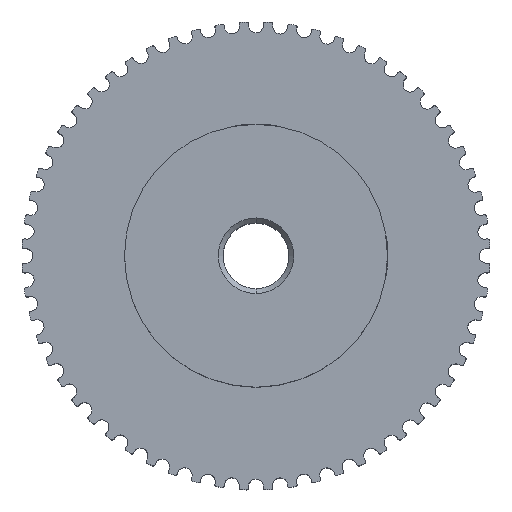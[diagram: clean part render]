
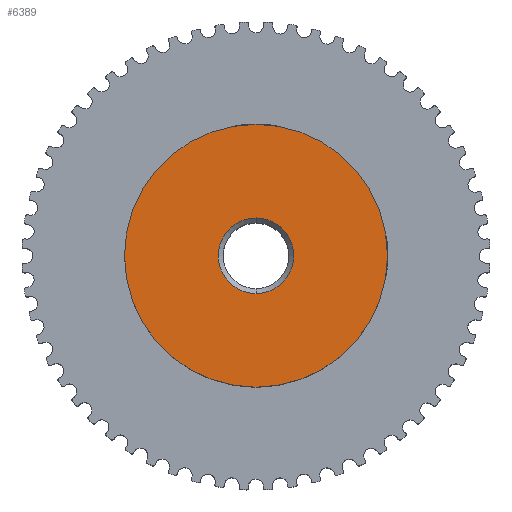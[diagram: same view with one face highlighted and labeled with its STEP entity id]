
A CAD part, top view. The second image highlights one B-rep face of the part: STEP entity #6389.
In plain terms, the highlighted planar face has unit normal (0, 0, 1).
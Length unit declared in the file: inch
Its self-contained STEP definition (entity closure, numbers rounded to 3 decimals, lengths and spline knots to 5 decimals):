
#14=CARTESIAN_POINT('',(0.,0.,0.375));
#15=DIRECTION('',(0.,0.,1.));
#16=DIRECTION('',(0.,1.,0.));
#17=AXIS2_PLACEMENT_3D('',#14,#15,#16);
#19=CARTESIAN_POINT('',(0.,0.,0.375));
#20=DIRECTION('',(0.,0.,-1.));
#21=DIRECTION('',(0.,1.,0.));
#22=AXIS2_PLACEMENT_3D('',#19,#20,#21);
#33=CARTESIAN_POINT('',(0.,0.,0.375));
#34=DIRECTION('',(0.,0.,-1.));
#35=DIRECTION('',(0.,1.,0.));
#36=AXIS2_PLACEMENT_3D('',#33,#34,#35);
#2938=CARTESIAN_POINT('',(0.,0.,0.375));
#2939=DIRECTION('',(0.,0.,1.));
#2940=DIRECTION('',(0.,1.,0.));
#2941=AXIS2_PLACEMENT_3D('',#2938,#2939,#2940);
#5036=CARTESIAN_POINT('',(0.,0.625,0.375));
#5037=CARTESIAN_POINT('',(0.,-0.625,0.375));
#5038=VERTEX_POINT('',#5036);
#5039=VERTEX_POINT('',#5037);
#5204=CARTESIAN_POINT('',(0.,0.17969,0.375));
#5205=CARTESIAN_POINT('',(0.,-0.17969,0.375));
#5206=VERTEX_POINT('',#5204);
#5207=VERTEX_POINT('',#5205);
#6372=CARTESIAN_POINT('',(0.,0.,0.375));
#6373=DIRECTION('',(0.,0.,-1.));
#6374=DIRECTION('',(0.,-1.,0.));
#6375=AXIS2_PLACEMENT_3D('',#6372,#6373,#6374);
#6376=PLANE('',#6375);
#6378=ORIENTED_EDGE('',*,*,#6377,.F.);
#6380=ORIENTED_EDGE('',*,*,#6379,.T.);
#6381=EDGE_LOOP('',(#6378,#6380));
#6382=FACE_OUTER_BOUND('',#6381,.F.);
#6384=ORIENTED_EDGE('',*,*,#6383,.F.);
#6386=ORIENTED_EDGE('',*,*,#6385,.T.);
#6387=EDGE_LOOP('',(#6384,#6386));
#6388=FACE_BOUND('',#6387,.F.);
#18=CIRCLE('',#17,0.625);
#23=CIRCLE('',#22,0.625);
#37=CIRCLE('',#36,0.17969);
#2942=CIRCLE('',#2941,0.17969);
#6377=EDGE_CURVE('',#5038,#5039,#18,.T.);
#6379=EDGE_CURVE('',#5038,#5039,#23,.T.);
#6383=EDGE_CURVE('',#5206,#5207,#37,.T.);
#6385=EDGE_CURVE('',#5206,#5207,#2942,.T.);
#6389=ADVANCED_FACE('',(#6382,#6388),#6376,.F.);
